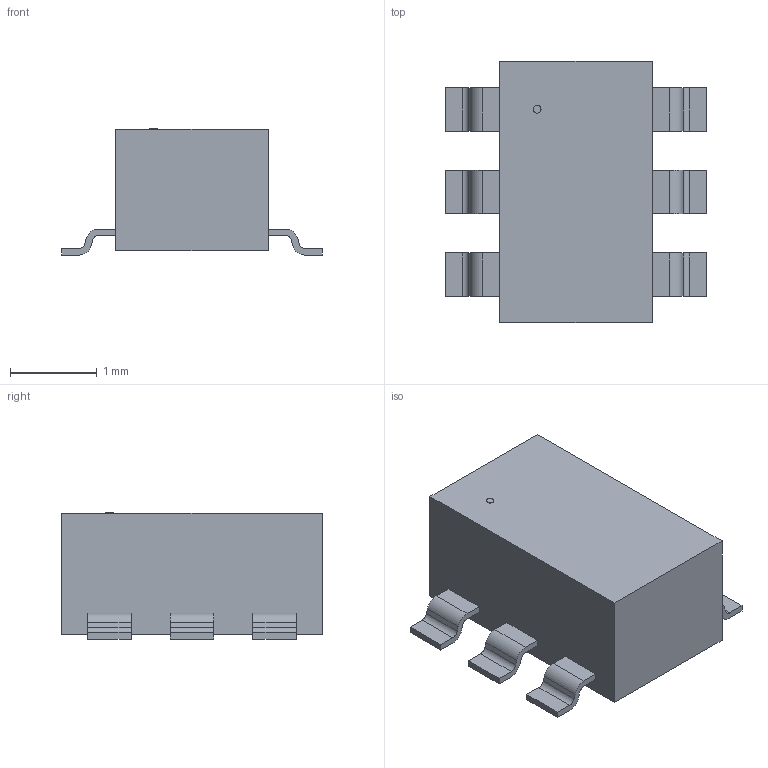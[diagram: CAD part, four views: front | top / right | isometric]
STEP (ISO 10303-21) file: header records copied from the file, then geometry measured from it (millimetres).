
FILE_DESCRIPTION(('STEP AP214'),'1');
FILE_NAME('21-0058-O_6L_MXM','2022-03-03T12:13:39',(''),(''),'','','');
FILE_SCHEMA(('AUTOMOTIVE_DESIGN'));
Length unit declared in the file: millimetre
Products named in the file (1): product
Bounding box: 3 x 3 x 1.45 mm (x, y, z)
Volume: 7.5 mm3; surface area: 29.4 mm2
Topology: 8 solids, 8 shells, 93 faces, 231 edges, 154 vertices
Faces by surface type: plane 68, cylinder 25
Full cylindrical faces by diameter (mm): 0.088 x1
Entity records: 2680 total; most frequent: DIRECTION 470, ORIENTED_EDGE 460, CARTESIAN_POINT 275, EDGE_CURVE 230, LINE 180, VECTOR 180, VERTEX_POINT 154, AXIS2_PLACEMENT_3D 145
